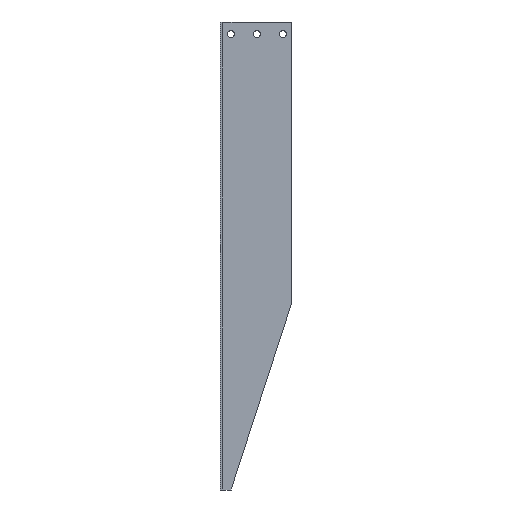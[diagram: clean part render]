
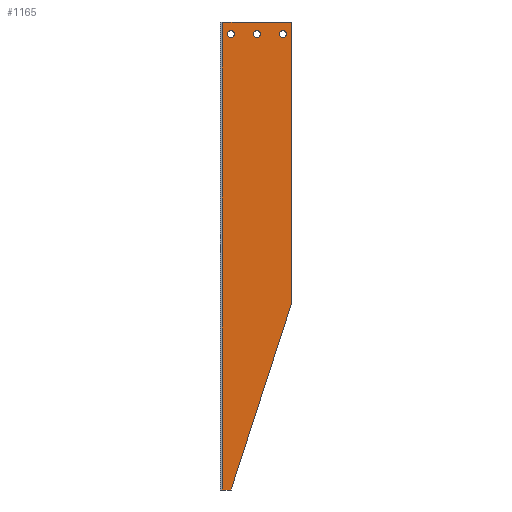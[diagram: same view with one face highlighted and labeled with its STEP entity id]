
A CAD part, front view. The second image highlights one B-rep face of the part: STEP entity #1165.
In plain terms, the highlighted planar face has unit normal (0, -1, 0).
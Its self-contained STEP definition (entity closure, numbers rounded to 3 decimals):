
#47=FACE_BOUND('',#178,.T.);
#48=FACE_BOUND('',#179,.T.);
#49=FACE_BOUND('',#180,.T.);
#83=CIRCLE('',#1265,4.1);
#84=CIRCLE('',#1266,4.1);
#85=CIRCLE('',#1267,4.1);
#111=FACE_OUTER_BOUND('',#177,.T.);
#177=EDGE_LOOP('',(#799,#800,#801,#802,#803,#804,#805));
#178=EDGE_LOOP('',(#806));
#179=EDGE_LOOP('',(#807));
#180=EDGE_LOOP('',(#808));
#276=LINE('',#1768,#392);
#277=LINE('',#1771,#393);
#278=LINE('',#1773,#394);
#279=LINE('',#1775,#395);
#280=LINE('',#1777,#396);
#281=LINE('',#1779,#397);
#282=LINE('',#1780,#398);
#392=VECTOR('',#1419,10.);
#393=VECTOR('',#1422,10.);
#394=VECTOR('',#1423,10.);
#395=VECTOR('',#1424,10.);
#396=VECTOR('',#1425,10.);
#397=VECTOR('',#1426,10.);
#398=VECTOR('',#1427,10.);
#525=VERTEX_POINT('',#1761);
#528=VERTEX_POINT('',#1766);
#529=VERTEX_POINT('',#1770);
#530=VERTEX_POINT('',#1772);
#531=VERTEX_POINT('',#1774);
#532=VERTEX_POINT('',#1776);
#533=VERTEX_POINT('',#1778);
#534=VERTEX_POINT('',#1781);
#535=VERTEX_POINT('',#1783);
#536=VERTEX_POINT('',#1785);
#636=EDGE_CURVE('',#525,#528,#276,.T.);
#637=EDGE_CURVE('',#529,#525,#277,.T.);
#638=EDGE_CURVE('',#528,#530,#278,.T.);
#639=EDGE_CURVE('',#530,#531,#279,.T.);
#640=EDGE_CURVE('',#531,#532,#280,.T.);
#641=EDGE_CURVE('',#532,#533,#281,.T.);
#642=EDGE_CURVE('',#529,#533,#282,.T.);
#643=EDGE_CURVE('',#534,#534,#83,.T.);
#644=EDGE_CURVE('',#535,#535,#84,.T.);
#645=EDGE_CURVE('',#536,#536,#85,.T.);
#799=ORIENTED_EDGE('',*,*,#637,.T.);
#800=ORIENTED_EDGE('',*,*,#636,.T.);
#801=ORIENTED_EDGE('',*,*,#638,.T.);
#802=ORIENTED_EDGE('',*,*,#639,.T.);
#803=ORIENTED_EDGE('',*,*,#640,.T.);
#804=ORIENTED_EDGE('',*,*,#641,.T.);
#805=ORIENTED_EDGE('',*,*,#642,.F.);
#806=ORIENTED_EDGE('',*,*,#643,.T.);
#807=ORIENTED_EDGE('',*,*,#644,.T.);
#808=ORIENTED_EDGE('',*,*,#645,.T.);
#1075=PLANE('',#1264);
#1165=ADVANCED_FACE('',(#111,#47,#48,#49),#1075,.F.);
#1264=AXIS2_PLACEMENT_3D('',#1769,#1420,#1421);
#1265=AXIS2_PLACEMENT_3D('',#1782,#1428,#1429);
#1266=AXIS2_PLACEMENT_3D('',#1784,#1430,#1431);
#1267=AXIS2_PLACEMENT_3D('',#1786,#1432,#1433);
#1419=DIRECTION('',(0.309,0.,0.951));
#1420=DIRECTION('center_axis',(0.,1.,0.));
#1421=DIRECTION('ref_axis',(0.,0.,1.));
#1422=DIRECTION('',(1.,0.,0.));
#1423=DIRECTION('',(0.,0.,1.));
#1424=DIRECTION('',(-1.,0.,0.));
#1425=DIRECTION('',(-1.,0.,0.));
#1426=DIRECTION('',(0.,0.,-1.));
#1427=DIRECTION('',(-1.,0.,0.));
#1428=DIRECTION('center_axis',(0.,1.,0.));
#1429=DIRECTION('ref_axis',(-1.,0.,0.));
#1430=DIRECTION('center_axis',(0.,1.,0.));
#1431=DIRECTION('ref_axis',(-1.,0.,0.));
#1432=DIRECTION('center_axis',(0.,1.,0.));
#1433=DIRECTION('ref_axis',(-1.,0.,0.));
#1761=CARTESIAN_POINT('',(-69.735,0.,-540.));
#1766=CARTESIAN_POINT('',(0.,0.,-325.379));
#1768=CARTESIAN_POINT('',(6.18,0.,-306.358));
#1769=CARTESIAN_POINT('Origin',(-41.,0.,-270.));
#1770=CARTESIAN_POINT('',(-78.,0.,-540.));
#1771=CARTESIAN_POINT('',(-82.,0.,-540.));
#1772=CARTESIAN_POINT('',(0.,0.,0.));
#1773=CARTESIAN_POINT('',(0.,0.,-540.));
#1774=CARTESIAN_POINT('',(-78.,0.,0.));
#1775=CARTESIAN_POINT('',(0.,0.,0.));
#1776=CARTESIAN_POINT('',(-80.,0.,0.));
#1777=CARTESIAN_POINT('',(-61.5,0.,0.));
#1778=CARTESIAN_POINT('',(-80.,0.,-540.));
#1779=CARTESIAN_POINT('',(-80.,0.,-270.));
#1780=CARTESIAN_POINT('',(-61.5,0.,-540.));
#1781=CARTESIAN_POINT('',(-5.9,0.,-14.));
#1782=CARTESIAN_POINT('Origin',(-10.,0.,-14.));
#1783=CARTESIAN_POINT('',(-65.9,0.,-14.));
#1784=CARTESIAN_POINT('Origin',(-70.,0.,-14.));
#1785=CARTESIAN_POINT('',(-35.9,0.,-14.));
#1786=CARTESIAN_POINT('Origin',(-40.,0.,-14.));
